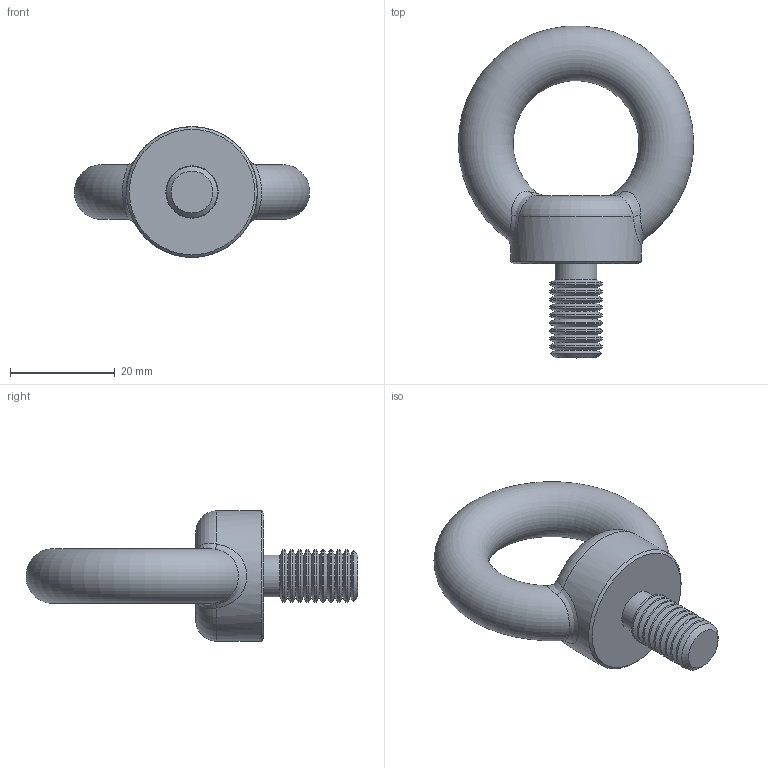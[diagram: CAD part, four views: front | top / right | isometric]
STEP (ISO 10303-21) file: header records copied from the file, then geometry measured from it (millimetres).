
FILE_DESCRIPTION (( 'STEP AP203' ), '1' );
FILE_NAME ('CLP1M-RB-10 Ðûì-áîëò Ì10.STEP', '2016-03-02T12:44:19', ( '' ), ( '' ), 'SwSTEP 2.0', 'SolidWorks 2014', '' );
FILE_SCHEMA (( 'CONFIG_CONTROL_DESIGN' ));
Length unit declared in the file: millimetre
Products named in the file (1): CLP1M-RB-10 Ðûì-áîëò Ì10
Bounding box: 44.99 x 63.47 x 24.98 mm (x, y, z)
Volume: 14549.4 mm3; surface area: 5283.5 mm2
Topology: 1 solids, 1 shells, 46 faces, 97 edges, 52 vertices
Faces by surface type: cone 21, cylinder 11, bspline 8, plane 3, torus 3
Full cylindrical faces by diameter (mm): 8 x1, 10 x9, 25 x1
Entity records: 2019 total; most frequent: CARTESIAN_POINT 1149, DIRECTION 168, ORIENTED_EDGE 122, AXIS2_PLACEMENT_3D 84, EDGE_LOOP 80, EDGE_CURVE 61, FACE_OUTER_BOUND 58, VERTEX_POINT 49
